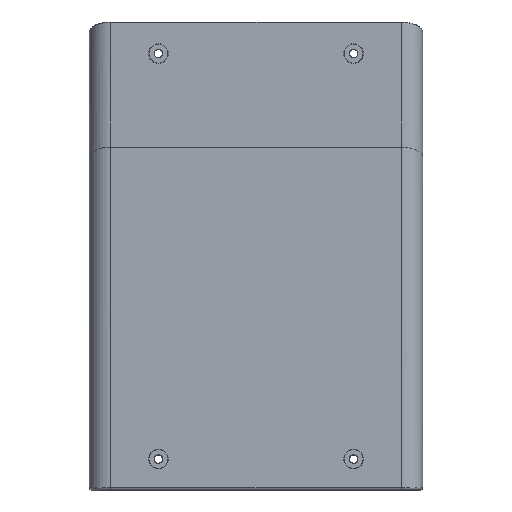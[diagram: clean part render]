
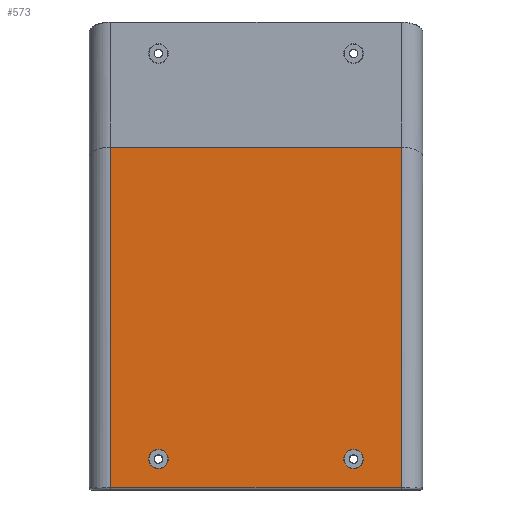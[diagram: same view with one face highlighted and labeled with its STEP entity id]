
A CAD part, front view. The second image highlights one B-rep face of the part: STEP entity #573.
In plain terms, the highlighted planar face has unit normal (0, -1, 0).
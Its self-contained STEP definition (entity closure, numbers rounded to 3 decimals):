
#100 = CARTESIAN_POINT ( 'NONE',  ( 61., -13.595, -92.661 ) ) ;
#227 = DIRECTION ( 'NONE',  ( 0., 1., 0. ) ) ;
#294 = CARTESIAN_POINT ( 'NONE',  ( -61., -13.595, -113.661 ) ) ;
#383 = AXIS2_PLACEMENT_3D ( 'NONE', #3941, #1865, #2542 ) ;
#402 = CARTESIAN_POINT ( 'NONE',  ( -61., -13.595, -92.661 ) ) ;
#537 = VERTEX_POINT ( 'NONE', #2229 ) ;
#550 = EDGE_CURVE ( 'NONE', #848, #537, #730, .T. ) ;
#559 = CARTESIAN_POINT ( 'NONE',  ( 61., -13.595, 50.339 ) ) ;
#573 = ADVANCED_FACE ( 'NONE', ( #3118, #3604, #4230 ), #3541, .F. ) ;
#586 = DIRECTION ( 'NONE',  ( -1., 0., 0. ) ) ;
#730 = CIRCLE ( 'NONE', #383, 4.14 ) ;
#763 = DIRECTION ( 'NONE',  ( 0., -1., 0. ) ) ;
#786 = VERTEX_POINT ( 'NONE', #4080 ) ;
#823 = VECTOR ( 'NONE', #1760, 1000. ) ;
#848 = VERTEX_POINT ( 'NONE', #3374 ) ;
#889 = ORIENTED_EDGE ( 'NONE', *, *, #1719, .F. ) ;
#969 = AXIS2_PLACEMENT_3D ( 'NONE', #4243, #2550, #1183 ) ;
#984 = CARTESIAN_POINT ( 'NONE',  ( 70., -13.595, -113.661 ) ) ;
#1096 = EDGE_LOOP ( 'NONE', ( #3923, #1172 ) ) ;
#1172 = ORIENTED_EDGE ( 'NONE', *, *, #2370, .F. ) ;
#1176 = LINE ( 'NONE', #2190, #2109 ) ;
#1183 = DIRECTION ( 'NONE',  ( -1., 0., 0. ) ) ;
#1287 = EDGE_CURVE ( 'NONE', #3537, #2497, #2867, .T. ) ;
#1383 = AXIS2_PLACEMENT_3D ( 'NONE', #984, #227, #4300 ) ;
#1457 = CIRCLE ( 'NONE', #969, 4.14 ) ;
#1648 = DIRECTION ( 'NONE',  ( 0., 0., -1. ) ) ;
#1701 = ORIENTED_EDGE ( 'NONE', *, *, #2223, .T. ) ;
#1719 = EDGE_CURVE ( 'NONE', #786, #2917, #3169, .T. ) ;
#1760 = DIRECTION ( 'NONE',  ( -1., 0., 0. ) ) ;
#1865 = DIRECTION ( 'NONE',  ( 0., -1., 0. ) ) ;
#2109 = VECTOR ( 'NONE', #4231, 1000. ) ;
#2141 = EDGE_LOOP ( 'NONE', ( #4348, #889 ) ) ;
#2190 = CARTESIAN_POINT ( 'NONE',  ( 61., -13.595, 106.339 ) ) ;
#2223 = EDGE_CURVE ( 'NONE', #2497, #2594, #1176, .T. ) ;
#2229 = CARTESIAN_POINT ( 'NONE',  ( 36.86, -13.595, -80.661 ) ) ;
#2370 = EDGE_CURVE ( 'NONE', #537, #848, #1457, .T. ) ;
#2497 = VERTEX_POINT ( 'NONE', #4046 ) ;
#2542 = DIRECTION ( 'NONE',  ( -1., 0., 0. ) ) ;
#2550 = DIRECTION ( 'NONE',  ( 0., -1., 0. ) ) ;
#2572 = VERTEX_POINT ( 'NONE', #3261 ) ;
#2594 = VERTEX_POINT ( 'NONE', #559 ) ;
#2626 = EDGE_CURVE ( 'NONE', #2594, #2572, #3715, .T. ) ;
#2735 = ORIENTED_EDGE ( 'NONE', *, *, #2626, .T. ) ;
#2867 = LINE ( 'NONE', #100, #3450 ) ;
#2917 = VERTEX_POINT ( 'NONE', #3233 ) ;
#3118 = FACE_BOUND ( 'NONE', #2141, .T. ) ;
#3169 = CIRCLE ( 'NONE', #4034, 4.14 ) ;
#3233 = CARTESIAN_POINT ( 'NONE',  ( -36.86, -13.595, -80.661 ) ) ;
#3261 = CARTESIAN_POINT ( 'NONE',  ( -61., -13.595, 50.339 ) ) ;
#3267 = ORIENTED_EDGE ( 'NONE', *, *, #1287, .T. ) ;
#3325 = LINE ( 'NONE', #294, #3439 ) ;
#3374 = CARTESIAN_POINT ( 'NONE',  ( 45.14, -13.595, -80.661 ) ) ;
#3399 = CARTESIAN_POINT ( 'NONE',  ( -41., -13.595, -80.661 ) ) ;
#3435 = CIRCLE ( 'NONE', #4295, 4.14 ) ;
#3439 = VECTOR ( 'NONE', #1648, 1000. ) ;
#3450 = VECTOR ( 'NONE', #3876, 1000. ) ;
#3537 = VERTEX_POINT ( 'NONE', #402 ) ;
#3541 = PLANE ( 'NONE',  #1383 ) ;
#3604 = FACE_BOUND ( 'NONE', #1096, .T. ) ;
#3621 = ORIENTED_EDGE ( 'NONE', *, *, #4339, .T. ) ;
#3631 = CARTESIAN_POINT ( 'NONE',  ( -41., -13.595, -80.661 ) ) ;
#3684 = DIRECTION ( 'NONE',  ( 0., -1., 0. ) ) ;
#3715 = LINE ( 'NONE', #3761, #823 ) ;
#3718 = DIRECTION ( 'NONE',  ( -1., 0., 0. ) ) ;
#3761 = CARTESIAN_POINT ( 'NONE',  ( 70., -13.595, 50.339 ) ) ;
#3764 = EDGE_LOOP ( 'NONE', ( #1701, #2735, #3621, #3267 ) ) ;
#3876 = DIRECTION ( 'NONE',  ( 1., 0., 0. ) ) ;
#3923 = ORIENTED_EDGE ( 'NONE', *, *, #550, .F. ) ;
#3941 = CARTESIAN_POINT ( 'NONE',  ( 41., -13.595, -80.661 ) ) ;
#4034 = AXIS2_PLACEMENT_3D ( 'NONE', #3399, #763, #3718 ) ;
#4046 = CARTESIAN_POINT ( 'NONE',  ( 61., -13.595, -92.661 ) ) ;
#4080 = CARTESIAN_POINT ( 'NONE',  ( -45.14, -13.595, -80.661 ) ) ;
#4143 = EDGE_CURVE ( 'NONE', #2917, #786, #3435, .T. ) ;
#4230 = FACE_OUTER_BOUND ( 'NONE', #3764, .T. ) ;
#4231 = DIRECTION ( 'NONE',  ( 0., 0., 1. ) ) ;
#4243 = CARTESIAN_POINT ( 'NONE',  ( 41., -13.595, -80.661 ) ) ;
#4295 = AXIS2_PLACEMENT_3D ( 'NONE', #3631, #3684, #586 ) ;
#4300 = DIRECTION ( 'NONE',  ( -1., 0., 0. ) ) ;
#4339 = EDGE_CURVE ( 'NONE', #2572, #3537, #3325, .T. ) ;
#4348 = ORIENTED_EDGE ( 'NONE', *, *, #4143, .F. ) ;
